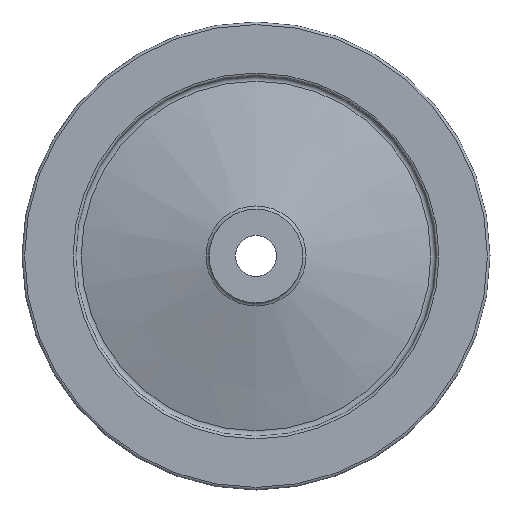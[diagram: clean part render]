
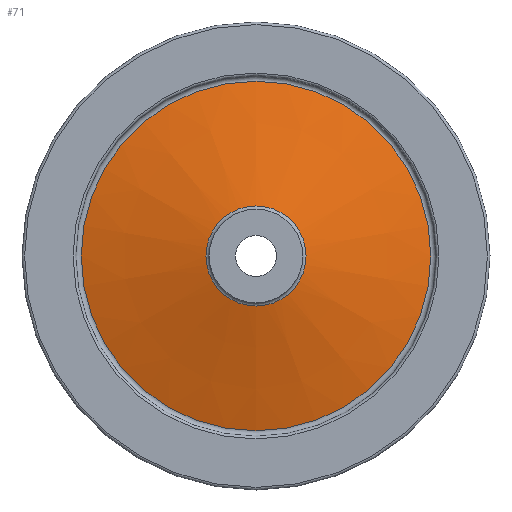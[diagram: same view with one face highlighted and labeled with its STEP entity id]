
A CAD part, left-side view. The second image highlights one B-rep face of the part: STEP entity #71.
In plain terms, the highlighted conical face has half-angle 74.91 degrees and reference radius 26.726 mm.
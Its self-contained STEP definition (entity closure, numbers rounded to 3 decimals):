
#71 = ADVANCED_FACE( '', ( #154, #155 ), #156, .T. );
#154 = FACE_OUTER_BOUND( '', #237, .T. );
#155 = FACE_BOUND( '', #238, .T. );
#156 = CONICAL_SURFACE( '', #239, 26.726, 1.307 );
#237 = EDGE_LOOP( '', ( #342 ) );
#238 = EDGE_LOOP( '', ( #343 ) );
#239 = AXIS2_PLACEMENT_3D( '', #344, #345, #346 );
#342 = ORIENTED_EDGE( '', *, *, #403, .F. );
#343 = ORIENTED_EDGE( '', *, *, #404, .T. );
#344 = CARTESIAN_POINT( '', ( 17.55, 0., 0. ) );
#345 = DIRECTION( '', ( 1., 0., 0. ) );
#346 = DIRECTION( '', ( 0., 0., -1. ) );
#403 = EDGE_CURVE( '', #458, #458, #459, .T. );
#404 = EDGE_CURVE( '', #460, #460, #461, .T. );
#458 = VERTEX_POINT( '', #515 );
#459 = CIRCLE( '', #516, 93.372 );
#460 = VERTEX_POINT( '', #517 );
#461 = CIRCLE( '', #518, 26.726 );
#515 = CARTESIAN_POINT( '', ( 35.52, 0., -93.372 ) );
#516 = AXIS2_PLACEMENT_3D( '', #574, #575, #576 );
#517 = CARTESIAN_POINT( '', ( 17.55, 0., -26.726 ) );
#518 = AXIS2_PLACEMENT_3D( '', #577, #578, #579 );
#574 = CARTESIAN_POINT( '', ( 35.52, 0., 0. ) );
#575 = DIRECTION( '', ( 1., 0., 0. ) );
#576 = DIRECTION( '', ( 0., 0., -1. ) );
#577 = CARTESIAN_POINT( '', ( 17.55, 0., 0. ) );
#578 = DIRECTION( '', ( 1., 0., 0. ) );
#579 = DIRECTION( '', ( 0., 0., -1. ) );
